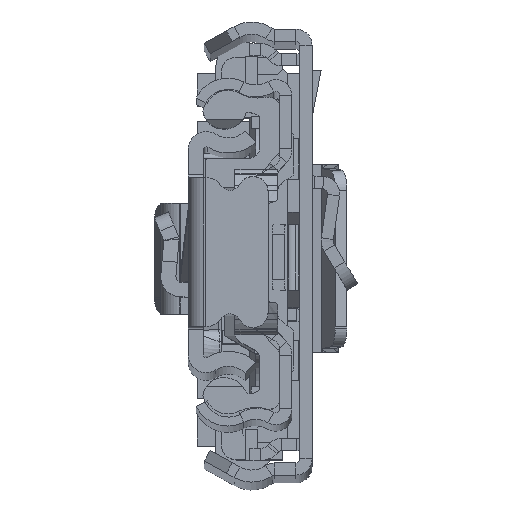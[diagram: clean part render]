
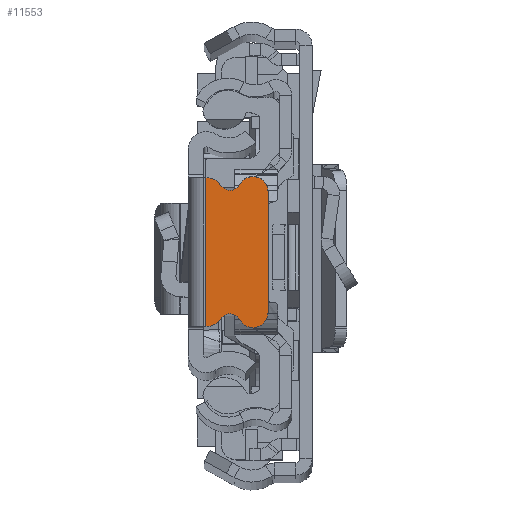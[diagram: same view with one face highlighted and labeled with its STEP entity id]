
A CAD part, top view. The second image highlights one B-rep face of the part: STEP entity #11553.
In plain terms, the highlighted planar face has unit normal (0, 0, 1).
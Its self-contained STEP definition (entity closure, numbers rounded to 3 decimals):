
#63 = DIRECTION ( 'NONE',  ( -1., 0., 0. ) ) ;
#579 = CARTESIAN_POINT ( 'NONE',  ( -6.429, 6., 0. ) ) ;
#674 = CARTESIAN_POINT ( 'NONE',  ( -1.75, 7.37, 0. ) ) ;
#811 = EDGE_CURVE ( 'NONE', #6599, #7577, #1824, .T. ) ;
#846 = DIRECTION ( 'NONE',  ( 0., 0., 1. ) ) ;
#928 = CIRCLE ( 'NONE', #10594, 1.5 ) ;
#1824 = CIRCLE ( 'NONE', #2950, 1.5 ) ;
#2270 = ORIENTED_EDGE ( 'NONE', *, *, #12320, .T. ) ;
#2950 = AXIS2_PLACEMENT_3D ( 'NONE', #27348, #3197, #8709 ) ;
#3025 = AXIS2_PLACEMENT_3D ( 'NONE', #22206, #846, #13781 ) ;
#3197 = DIRECTION ( 'NONE',  ( 0., 0., 1. ) ) ;
#3400 = EDGE_CURVE ( 'NONE', #12506, #14144, #18348, .T. ) ;
#5868 = CARTESIAN_POINT ( 'NONE',  ( -1.929, 5.87, 0. ) ) ;
#5958 = ORIENTED_EDGE ( 'NONE', *, *, #32107, .F. ) ;
#6106 = DIRECTION ( 'NONE',  ( -1., 0., 0. ) ) ;
#6203 = EDGE_CURVE ( 'NONE', #14018, #13676, #928, .T. ) ;
#6599 = VERTEX_POINT ( 'NONE', #24216 ) ;
#7577 = VERTEX_POINT ( 'NONE', #20419 ) ;
#8615 = LINE ( 'NONE', #11066, #11000 ) ;
#8709 = DIRECTION ( 'NONE',  ( 1., 0., 0. ) ) ;
#9813 = VECTOR ( 'NONE', #11399, 1000. ) ;
#10594 = AXIS2_PLACEMENT_3D ( 'NONE', #579, #22126, #6106 ) ;
#10709 = ORIENTED_EDGE ( 'NONE', *, *, #811, .T. ) ;
#10873 = LINE ( 'NONE', #16518, #9813 ) ;
#11000 = VECTOR ( 'NONE', #63, 1000. ) ;
#11066 = CARTESIAN_POINT ( 'NONE',  ( -1.929, -7.37, 0. ) ) ;
#11219 = LINE ( 'NONE', #32839, #16314 ) ;
#11399 = DIRECTION ( 'NONE',  ( 0., -1., 0. ) ) ;
#11553 = ADVANCED_FACE ( 'NONE', ( #21838 ), #32556, .T. ) ;
#11615 = AXIS2_PLACEMENT_3D ( 'NONE', #5868, #14002, #14174 ) ;
#12320 = EDGE_CURVE ( 'NONE', #13676, #14133, #10873, .T. ) ;
#12506 = VERTEX_POINT ( 'NONE', #29418 ) ;
#12959 = LINE ( 'NONE', #15609, #16416 ) ;
#13440 = EDGE_CURVE ( 'NONE', #19624, #6599, #22187, .T. ) ;
#13676 = VERTEX_POINT ( 'NONE', #20192 ) ;
#13781 = DIRECTION ( 'NONE',  ( 1., 0., 0. ) ) ;
#14002 = DIRECTION ( 'NONE',  ( 0., 0., 1. ) ) ;
#14018 = VERTEX_POINT ( 'NONE', #24390 ) ;
#14133 = VERTEX_POINT ( 'NONE', #28082 ) ;
#14144 = VERTEX_POINT ( 'NONE', #25427 ) ;
#14174 = DIRECTION ( 'NONE',  ( -1., 0., 0. ) ) ;
#15535 = VERTEX_POINT ( 'NONE', #16335 ) ;
#15609 = CARTESIAN_POINT ( 'NONE',  ( -1.929, 7.37, 0. ) ) ;
#16314 = VECTOR ( 'NONE', #29841, 1000. ) ;
#16335 = CARTESIAN_POINT ( 'NONE',  ( -1.75, -7.37, 0. ) ) ;
#16416 = VECTOR ( 'NONE', #18409, 1000. ) ;
#16518 = CARTESIAN_POINT ( 'NONE',  ( -7.929, -6., 0. ) ) ;
#17267 = EDGE_CURVE ( 'NONE', #14144, #14018, #23066, .T. ) ;
#18348 = CIRCLE ( 'NONE', #11615, 1.5 ) ;
#18409 = DIRECTION ( 'NONE',  ( 1., 0., 0. ) ) ;
#19624 = VERTEX_POINT ( 'NONE', #27047 ) ;
#19652 = CARTESIAN_POINT ( 'NONE',  ( -4.142, -7.236, 0. ) ) ;
#20192 = CARTESIAN_POINT ( 'NONE',  ( -7.929, 6., 0. ) ) ;
#20419 = CARTESIAN_POINT ( 'NONE',  ( -1.929, -7.37, 0. ) ) ;
#20652 = AXIS2_PLACEMENT_3D ( 'NONE', #21536, #32590, #34698 ) ;
#21420 = ORIENTED_EDGE ( 'NONE', *, *, #3400, .T. ) ;
#21536 = CARTESIAN_POINT ( 'NONE',  ( -6.429, -6., 0. ) ) ;
#21752 = CIRCLE ( 'NONE', #20652, 1.5 ) ;
#21838 = FACE_OUTER_BOUND ( 'NONE', #31102, .T. ) ;
#22103 = DIRECTION ( 'NONE',  ( -1., 0., 0. ) ) ;
#22126 = DIRECTION ( 'NONE',  ( 0., 0., 1. ) ) ;
#22187 = CIRCLE ( 'NONE', #27827, 1.1 ) ;
#22206 = CARTESIAN_POINT ( 'NONE',  ( 442.771, 0., 0. ) ) ;
#23066 = CIRCLE ( 'NONE', #32562, 1.1 ) ;
#23094 = ORIENTED_EDGE ( 'NONE', *, *, #17267, .T. ) ;
#23096 = VERTEX_POINT ( 'NONE', #674 ) ;
#24216 = CARTESIAN_POINT ( 'NONE',  ( -3.206, -6.658, 0. ) ) ;
#24390 = CARTESIAN_POINT ( 'NONE',  ( -5.109, 6.713, 0. ) ) ;
#24446 = ORIENTED_EDGE ( 'NONE', *, *, #34140, .F. ) ;
#25243 = EDGE_CURVE ( 'NONE', #23096, #15535, #11219, .T. ) ;
#25427 = CARTESIAN_POINT ( 'NONE',  ( -3.206, 6.658, 0. ) ) ;
#25973 = DIRECTION ( 'NONE',  ( 1., 0., 0. ) ) ;
#26529 = ORIENTED_EDGE ( 'NONE', *, *, #13440, .T. ) ;
#27047 = CARTESIAN_POINT ( 'NONE',  ( -5.109, -6.713, 0. ) ) ;
#27348 = CARTESIAN_POINT ( 'NONE',  ( -1.929, -5.87, 0. ) ) ;
#27827 = AXIS2_PLACEMENT_3D ( 'NONE', #19652, #30348, #22103 ) ;
#28082 = CARTESIAN_POINT ( 'NONE',  ( -7.929, -6., 0. ) ) ;
#28344 = ORIENTED_EDGE ( 'NONE', *, *, #6203, .T. ) ;
#28446 = CARTESIAN_POINT ( 'NONE',  ( -4.142, 7.236, 0. ) ) ;
#29418 = CARTESIAN_POINT ( 'NONE',  ( -1.929, 7.37, 0. ) ) ;
#29841 = DIRECTION ( 'NONE',  ( 0., -1., 0. ) ) ;
#30153 = ORIENTED_EDGE ( 'NONE', *, *, #25243, .F. ) ;
#30348 = DIRECTION ( 'NONE',  ( 0., 0., -1. ) ) ;
#30874 = DIRECTION ( 'NONE',  ( 0., 0., -1. ) ) ;
#31102 = EDGE_LOOP ( 'NONE', ( #30153, #24446, #21420, #23094, #28344, #2270, #32162, #26529, #10709, #5958 ) ) ;
#32107 = EDGE_CURVE ( 'NONE', #15535, #7577, #8615, .T. ) ;
#32162 = ORIENTED_EDGE ( 'NONE', *, *, #32967, .T. ) ;
#32556 = PLANE ( 'NONE',  #3025 ) ;
#32562 = AXIS2_PLACEMENT_3D ( 'NONE', #28446, #30874, #25973 ) ;
#32590 = DIRECTION ( 'NONE',  ( 0., 0., 1. ) ) ;
#32839 = CARTESIAN_POINT ( 'NONE',  ( -1.75, 0., 0. ) ) ;
#32967 = EDGE_CURVE ( 'NONE', #14133, #19624, #21752, .T. ) ;
#34140 = EDGE_CURVE ( 'NONE', #12506, #23096, #12959, .T. ) ;
#34698 = DIRECTION ( 'NONE',  ( 1., 0., 0. ) ) ;
